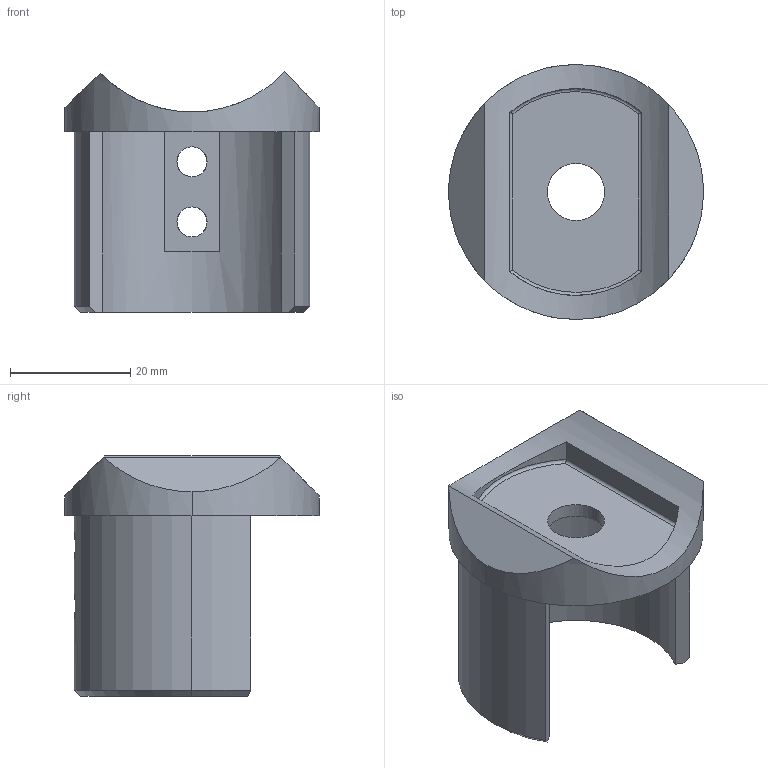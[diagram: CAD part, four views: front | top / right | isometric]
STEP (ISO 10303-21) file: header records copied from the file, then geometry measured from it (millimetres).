
FILE_DESCRIPTION (( 'STEP AP203' ), '1' );
FILE_NAME ('60324-V4A.step', '2020-11-24T15:06:02', ( '' ), ( '' ), 'SwSTEP 2.0', 'SolidWorks 2018', '' );
FILE_SCHEMA (( 'CONFIG_CONTROL_DESIGN' ));
Length unit declared in the file: millimetre
Products named in the file (2): 60324-V4A
Bounding box: 42.4 x 42.4 x 39.96 mm (x, y, z)
Volume: 12588.7 mm3; surface area: 9047.3 mm2
Topology: 1 solids, 1 shells, 312 faces, 832 edges, 554 vertices
Faces by surface type: plane 179, bspline 111, cylinder 19, cone 3
Entity records: 15686 total; most frequent: CARTESIAN_POINT 8513, ORIENTED_EDGE 1664, DIRECTION 1027, EDGE_CURVE 832, VECTOR 567, LINE 567, VERTEX_POINT 554, EDGE_LOOP 350
